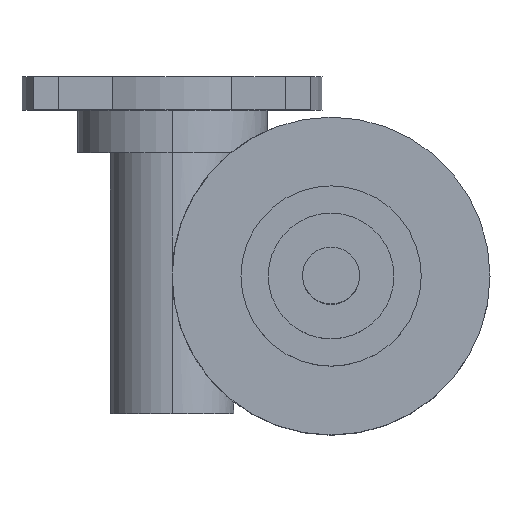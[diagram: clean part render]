
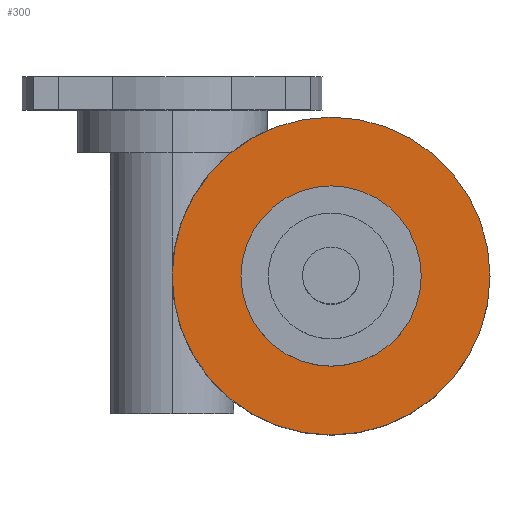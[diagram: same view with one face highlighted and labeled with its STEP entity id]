
A CAD part, top view. The second image highlights one B-rep face of the part: STEP entity #300.
In plain terms, the highlighted planar face has unit normal (0, 0, 1).
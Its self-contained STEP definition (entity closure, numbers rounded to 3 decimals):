
#73 = CARTESIAN_POINT ( 'NONE',  ( 0., 0., 36. ) ) ;
#76 = EDGE_CURVE ( 'NONE', #697, #1769, #1011, .T. ) ;
#95 = CARTESIAN_POINT ( 'NONE',  ( 33.5, 0., 36. ) ) ;
#115 = EDGE_CURVE ( 'NONE', #1565, #130, #1068, .T. ) ;
#130 = VERTEX_POINT ( 'NONE', #95 ) ;
#207 = EDGE_LOOP ( 'NONE', ( #571, #473 ) ) ;
#226 = CIRCLE ( 'NONE', #721, 19. ) ;
#238 = DIRECTION ( 'NONE',  ( 1., 0., 0. ) ) ;
#258 = AXIS2_PLACEMENT_3D ( 'NONE', #1611, #1346, #1051 ) ;
#300 = ADVANCED_FACE ( 'NONE', ( #1522, #1340 ), #1811, .T. ) ;
#454 = ORIENTED_EDGE ( 'NONE', *, *, #1175, .F. ) ;
#473 = ORIENTED_EDGE ( 'NONE', *, *, #1079, .T. ) ;
#501 = CARTESIAN_POINT ( 'NONE',  ( 0., 0., 36. ) ) ;
#571 = ORIENTED_EDGE ( 'NONE', *, *, #115, .T. ) ;
#652 = DIRECTION ( 'NONE',  ( 0., 0., 1. ) ) ;
#665 = DIRECTION ( 'NONE',  ( 0., 0., 1. ) ) ;
#677 = ORIENTED_EDGE ( 'NONE', *, *, #76, .F. ) ;
#678 = CARTESIAN_POINT ( 'NONE',  ( 0., 0., 36. ) ) ;
#697 = VERTEX_POINT ( 'NONE', #1240 ) ;
#721 = AXIS2_PLACEMENT_3D ( 'NONE', #1777, #665, #238 ) ;
#759 = CARTESIAN_POINT ( 'NONE',  ( 19., 0., 36. ) ) ;
#923 = DIRECTION ( 'NONE',  ( 0., 0., 1. ) ) ;
#1011 = CIRCLE ( 'NONE', #1518, 19. ) ;
#1051 = DIRECTION ( 'NONE',  ( 1., 0., 0. ) ) ;
#1068 = CIRCLE ( 'NONE', #1179, 33.5 ) ;
#1079 = EDGE_CURVE ( 'NONE', #130, #1565, #1405, .T. ) ;
#1081 = DIRECTION ( 'NONE',  ( 1., 0., 0. ) ) ;
#1175 = EDGE_CURVE ( 'NONE', #1769, #697, #226, .T. ) ;
#1179 = AXIS2_PLACEMENT_3D ( 'NONE', #501, #923, #1503 ) ;
#1240 = CARTESIAN_POINT ( 'NONE',  ( -19., 0., 36. ) ) ;
#1264 = DIRECTION ( 'NONE',  ( 1., 0., 0. ) ) ;
#1340 = FACE_BOUND ( 'NONE', #1391, .T. ) ;
#1346 = DIRECTION ( 'NONE',  ( 0., 0., 1. ) ) ;
#1391 = EDGE_LOOP ( 'NONE', ( #677, #454 ) ) ;
#1405 = CIRCLE ( 'NONE', #258, 33.5 ) ;
#1431 = CARTESIAN_POINT ( 'NONE',  ( -33.5, 0., 36. ) ) ;
#1503 = DIRECTION ( 'NONE',  ( 1., 0., 0. ) ) ;
#1518 = AXIS2_PLACEMENT_3D ( 'NONE', #73, #652, #1081 ) ;
#1522 = FACE_OUTER_BOUND ( 'NONE', #207, .T. ) ;
#1565 = VERTEX_POINT ( 'NONE', #1431 ) ;
#1611 = CARTESIAN_POINT ( 'NONE',  ( 0., 0., 36. ) ) ;
#1673 = AXIS2_PLACEMENT_3D ( 'NONE', #678, #1800, #1264 ) ;
#1769 = VERTEX_POINT ( 'NONE', #759 ) ;
#1777 = CARTESIAN_POINT ( 'NONE',  ( 0., 0., 36. ) ) ;
#1800 = DIRECTION ( 'NONE',  ( 0., 0., 1. ) ) ;
#1811 = PLANE ( 'NONE',  #1673 ) ;
